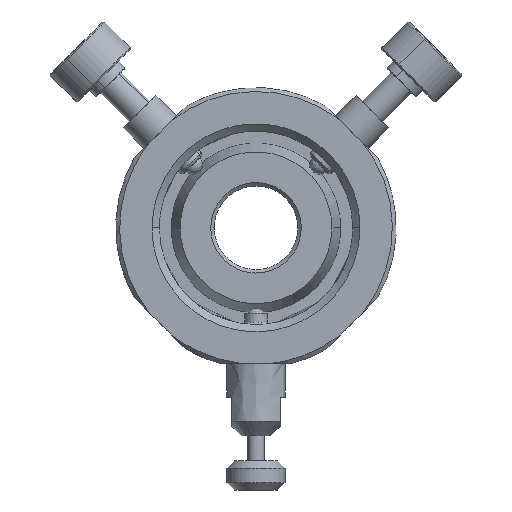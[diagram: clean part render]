
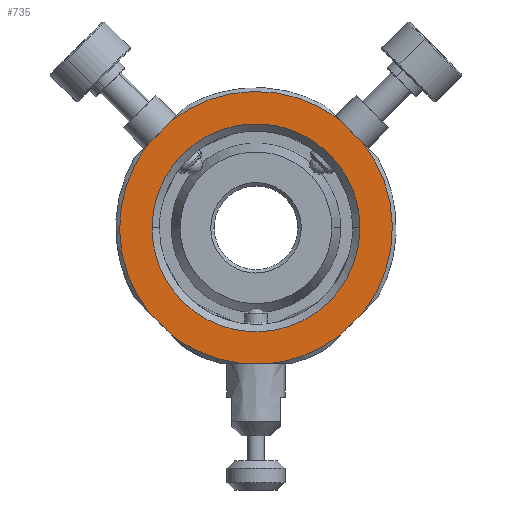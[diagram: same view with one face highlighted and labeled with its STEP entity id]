
A CAD part, front view. The second image highlights one B-rep face of the part: STEP entity #735.
In plain terms, the highlighted planar face has unit normal (0, -1, 0).
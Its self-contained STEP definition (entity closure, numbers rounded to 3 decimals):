
#218=FACE_BOUND('',#1943,.T.);
#735=ADVANCED_FACE('',(#1313,#218),#9395,.T.);
#1313=FACE_OUTER_BOUND('',#1942,.T.);
#1942=EDGE_LOOP('',(#4666,#4667,#4668,#4669,#4670,#4671,#4672,#4673,#4674,
#4675));
#1943=EDGE_LOOP('',(#4676,#4677));
#4666=ORIENTED_EDGE('',*,*,#6366,.F.);
#4667=ORIENTED_EDGE('',*,*,#6425,.F.);
#4668=ORIENTED_EDGE('',*,*,#6418,.F.);
#4669=ORIENTED_EDGE('',*,*,#6414,.F.);
#4670=ORIENTED_EDGE('',*,*,#6404,.F.);
#4671=ORIENTED_EDGE('',*,*,#6400,.F.);
#4672=ORIENTED_EDGE('',*,*,#6392,.F.);
#4673=ORIENTED_EDGE('',*,*,#6388,.F.);
#4674=ORIENTED_EDGE('',*,*,#6373,.F.);
#4675=ORIENTED_EDGE('',*,*,#6368,.F.);
#4676=ORIENTED_EDGE('',*,*,#6359,.T.);
#4677=ORIENTED_EDGE('',*,*,#6358,.T.);
#6358=EDGE_CURVE('',#8917,#8918,#7932,.T.);
#6359=EDGE_CURVE('',#8918,#8917,#7933,.T.);
#6366=EDGE_CURVE('',#8923,#8921,#7658,.T.);
#6368=EDGE_CURVE('',#8921,#8922,#7937,.T.);
#6373=EDGE_CURVE('',#8922,#8930,#7661,.T.);
#6388=EDGE_CURVE('',#8930,#8929,#7950,.T.);
#6392=EDGE_CURVE('',#8929,#8928,#7667,.T.);
#6400=EDGE_CURVE('',#8928,#8927,#7958,.T.);
#6404=EDGE_CURVE('',#8927,#8926,#7671,.T.);
#6414=EDGE_CURVE('',#8926,#8925,#7968,.T.);
#6418=EDGE_CURVE('',#8925,#8924,#7675,.T.);
#6425=EDGE_CURVE('',#8924,#8923,#7975,.T.);
#7658=B_SPLINE_CURVE_WITH_KNOTS('',1,(#18657,#18658),.UNSPECIFIED.,.F.,
 .F.,(2,2),(0.,6.478),.UNSPECIFIED.);
#7661=B_SPLINE_CURVE_WITH_KNOTS('',1,(#18675,#18676),.UNSPECIFIED.,.F.,
 .F.,(2,2),(0.,6.705),.UNSPECIFIED.);
#7667=B_SPLINE_CURVE_WITH_KNOTS('',1,(#18728,#18729),.UNSPECIFIED.,.F.,
 .F.,(2,2),(0.,6.706),.UNSPECIFIED.);
#7671=B_SPLINE_CURVE_WITH_KNOTS('',1,(#18760,#18761),.UNSPECIFIED.,.F.,
 .F.,(2,2),(0.,6.705),.UNSPECIFIED.);
#7675=B_SPLINE_CURVE_WITH_KNOTS('',1,(#18802,#18803),.UNSPECIFIED.,.F.,
 .F.,(2,2),(0.,6.706),.UNSPECIFIED.);
#7932=(
BOUNDED_CURVE()
B_SPLINE_CURVE(2,(#18629,#18630,#18631,#18632,#18633),.UNSPECIFIED.,.F.,
 .F.)
B_SPLINE_CURVE_WITH_KNOTS((3,2,3),(-67.544,-33.772,
0.),.UNSPECIFIED.)
CURVE()
GEOMETRIC_REPRESENTATION_ITEM()
RATIONAL_B_SPLINE_CURVE((1.,0.707,1.,0.707,1.))
REPRESENTATION_ITEM('')
);
#7933=(
BOUNDED_CURVE()
B_SPLINE_CURVE(2,(#18634,#18635,#18636,#18637,#18638),.UNSPECIFIED.,.F.,
 .F.)
B_SPLINE_CURVE_WITH_KNOTS((3,2,3),(-135.088,-101.316,
-67.544),.UNSPECIFIED.)
CURVE()
GEOMETRIC_REPRESENTATION_ITEM()
RATIONAL_B_SPLINE_CURVE((1.,0.707,1.,0.707,1.))
REPRESENTATION_ITEM('')
);
#7937=(
BOUNDED_CURVE()
B_SPLINE_CURVE(2,(#18662,#18663,#18664),.UNSPECIFIED.,.F.,.F.)
B_SPLINE_CURVE_WITH_KNOTS((3,3),(0.,15.542),.UNSPECIFIED.)
CURVE()
GEOMETRIC_REPRESENTATION_ITEM()
RATIONAL_B_SPLINE_CURVE((1.,0.962,1.))
REPRESENTATION_ITEM('')
);
#7950=(
BOUNDED_CURVE()
B_SPLINE_CURVE(2,(#18717,#18718,#18719),.UNSPECIFIED.,.F.,.F.)
B_SPLINE_CURVE_WITH_KNOTS((3,3),(0.,37.575),.UNSPECIFIED.)
CURVE()
GEOMETRIC_REPRESENTATION_ITEM()
RATIONAL_B_SPLINE_CURVE((1.,0.786,1.))
REPRESENTATION_ITEM('')
);
#7958=(
BOUNDED_CURVE()
B_SPLINE_CURVE(2,(#18749,#18750,#18751),.UNSPECIFIED.,.F.,.F.)
B_SPLINE_CURVE_WITH_KNOTS((3,3),(0.,37.575),.UNSPECIFIED.)
CURVE()
GEOMETRIC_REPRESENTATION_ITEM()
RATIONAL_B_SPLINE_CURVE((1.,0.786,1.))
REPRESENTATION_ITEM('')
);
#7968=(
BOUNDED_CURVE()
B_SPLINE_CURVE(2,(#18791,#18792,#18793),.UNSPECIFIED.,.F.,.F.)
B_SPLINE_CURVE_WITH_KNOTS((3,3),(0.,37.575),.UNSPECIFIED.)
CURVE()
GEOMETRIC_REPRESENTATION_ITEM()
RATIONAL_B_SPLINE_CURVE((1.,0.786,1.))
REPRESENTATION_ITEM('')
);
#7975=(
BOUNDED_CURVE()
B_SPLINE_CURVE(2,(#18820,#18821,#18822),.UNSPECIFIED.,.F.,.F.)
B_SPLINE_CURVE_WITH_KNOTS((3,3),(0.,15.541),.UNSPECIFIED.)
CURVE()
GEOMETRIC_REPRESENTATION_ITEM()
RATIONAL_B_SPLINE_CURVE((1.,0.962,1.))
REPRESENTATION_ITEM('')
);
#8917=VERTEX_POINT('',#18325);
#8918=VERTEX_POINT('',#18326);
#8921=VERTEX_POINT('',#18329);
#8922=VERTEX_POINT('',#18330);
#8923=VERTEX_POINT('',#18331);
#8924=VERTEX_POINT('',#18332);
#8925=VERTEX_POINT('',#18333);
#8926=VERTEX_POINT('',#18334);
#8927=VERTEX_POINT('',#18335);
#8928=VERTEX_POINT('',#18336);
#8929=VERTEX_POINT('',#18337);
#8930=VERTEX_POINT('',#18338);
#9395=PLANE('',#9871);
#9871=AXIS2_PLACEMENT_3D('',#17955,#10137,$);
#10137=DIRECTION('',(0.,-1.,0.));
#17955=CARTESIAN_POINT('',(-43.163,-7.011,97.132));
#18325=CARTESIAN_POINT('',(21.502,-6.994,54.753));
#18326=CARTESIAN_POINT('',(-21.498,-7.006,54.753));
#18329=CARTESIAN_POINT('',(-3.237,-7.001,26.74));
#18330=CARTESIAN_POINT('',(-17.427,-7.005,32.584));
#18331=CARTESIAN_POINT('',(3.241,-6.999,26.74));
#18332=CARTESIAN_POINT('',(17.43,-6.995,32.583));
#18333=CARTESIAN_POINT('',(22.172,-6.994,37.325));
#18334=CARTESIAN_POINT('',(22.171,-6.994,72.182));
#18335=CARTESIAN_POINT('',(17.43,-6.995,76.923));
#18336=CARTESIAN_POINT('',(-17.426,-7.005,76.923));
#18337=CARTESIAN_POINT('',(-22.168,-7.006,72.181));
#18338=CARTESIAN_POINT('',(-22.168,-7.006,37.325));
#18629=CARTESIAN_POINT('',(21.502,-6.994,54.753));
#18630=CARTESIAN_POINT('',(21.502,-6.994,33.253));
#18631=CARTESIAN_POINT('',(0.002,-7.,33.253));
#18632=CARTESIAN_POINT('',(-21.498,-7.006,33.253));
#18633=CARTESIAN_POINT('',(-21.498,-7.006,54.753));
#18634=CARTESIAN_POINT('',(-21.498,-7.006,54.753));
#18635=CARTESIAN_POINT('',(-21.498,-7.006,76.253));
#18636=CARTESIAN_POINT('',(0.002,-7.,76.253));
#18637=CARTESIAN_POINT('',(21.502,-6.994,76.253));
#18638=CARTESIAN_POINT('',(21.502,-6.994,54.753));
#18657=CARTESIAN_POINT('',(3.241,-6.999,26.74));
#18658=CARTESIAN_POINT('',(-3.237,-7.001,26.74));
#18662=CARTESIAN_POINT('',(-3.237,-7.001,26.74));
#18663=CARTESIAN_POINT('',(-11.158,-7.003,27.656));
#18664=CARTESIAN_POINT('',(-17.427,-7.005,32.584));
#18675=CARTESIAN_POINT('',(-17.427,-7.005,32.584));
#18676=CARTESIAN_POINT('',(-22.168,-7.006,37.325));
#18717=CARTESIAN_POINT('',(-22.168,-7.006,37.325));
#18718=CARTESIAN_POINT('',(-35.869,-7.009,54.753));
#18719=CARTESIAN_POINT('',(-22.168,-7.006,72.181));
#18728=CARTESIAN_POINT('',(-22.168,-7.006,72.181));
#18729=CARTESIAN_POINT('',(-17.426,-7.005,76.923));
#18749=CARTESIAN_POINT('',(-17.426,-7.005,76.923));
#18750=CARTESIAN_POINT('',(0.002,-7.,90.624));
#18751=CARTESIAN_POINT('',(17.43,-6.995,76.923));
#18760=CARTESIAN_POINT('',(17.43,-6.995,76.923));
#18761=CARTESIAN_POINT('',(22.171,-6.994,72.182));
#18791=CARTESIAN_POINT('',(22.171,-6.994,72.182));
#18792=CARTESIAN_POINT('',(35.872,-6.991,54.754));
#18793=CARTESIAN_POINT('',(22.172,-6.994,37.325));
#18802=CARTESIAN_POINT('',(22.172,-6.994,37.325));
#18803=CARTESIAN_POINT('',(17.43,-6.995,32.583));
#18820=CARTESIAN_POINT('',(17.43,-6.995,32.583));
#18821=CARTESIAN_POINT('',(11.161,-6.997,27.656));
#18822=CARTESIAN_POINT('',(3.241,-6.999,26.74));
